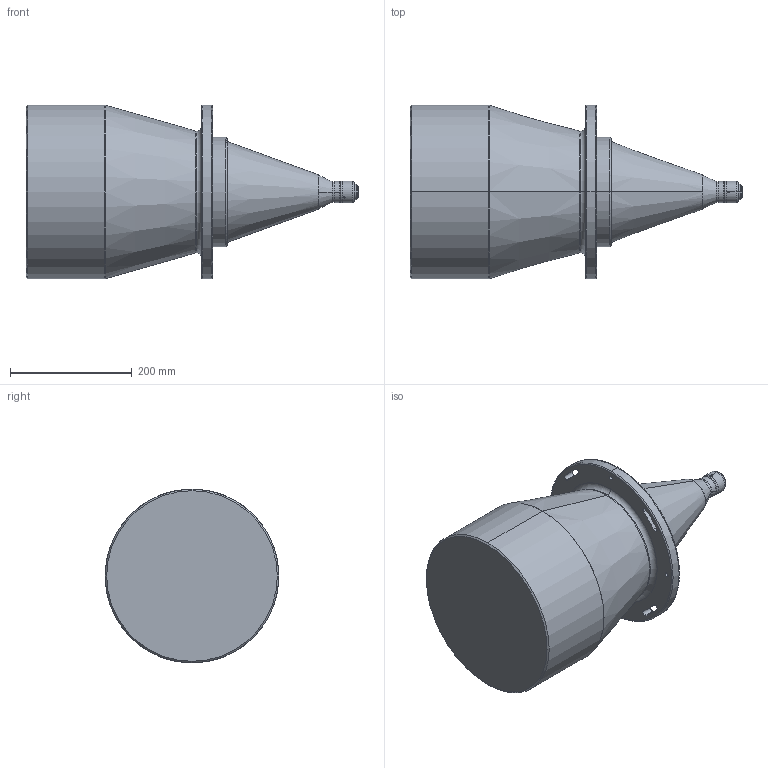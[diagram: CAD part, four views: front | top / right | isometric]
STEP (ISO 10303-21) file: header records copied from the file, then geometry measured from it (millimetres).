
FILE_DESCRIPTION (( 'STEP AP203' ), '1' );
FILE_NAME ('DTCM125-240H-AL.STEP', '2019-11-13T03:46:53', ( 'Windows 蚚誧' ), ( '' ), 'SwSTEP 2.0', 'SolidWorks 2017', '' );
FILE_SCHEMA (( 'CONFIG_CONTROL_DESIGN' ));
Length unit declared in the file: millimetre
Products named in the file (1): DTCM125-240H-AL
Bounding box: 546.5 x 286 x 286 mm (x, y, z)
Volume: 19064508.5 mm3; surface area: 476547.1 mm2
Topology: 1 solids, 1 shells, 105 faces, 251 edges, 151 vertices
Faces by surface type: cylinder 56, cone 26, bspline 12, plane 9, torus 2
Entity records: 3352 total; most frequent: CARTESIAN_POINT 844, DIRECTION 543, ORIENTED_EDGE 490, EDGE_CURVE 245, AXIS2_PLACEMENT_3D 230, VERTEX_POINT 151, CIRCLE 136, EDGE_LOOP 130
